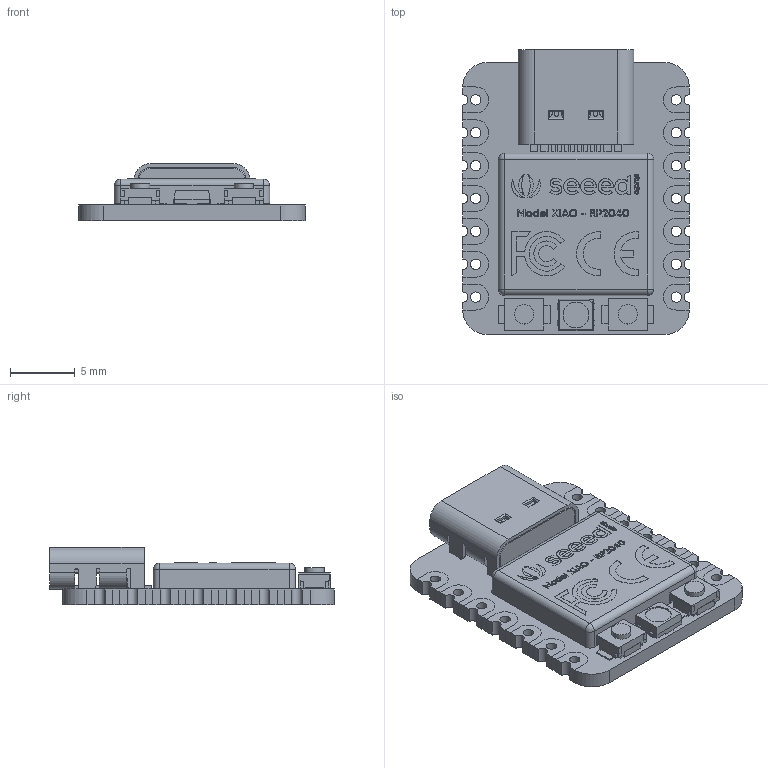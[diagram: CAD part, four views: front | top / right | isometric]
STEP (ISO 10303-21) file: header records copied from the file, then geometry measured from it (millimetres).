
FILE_DESCRIPTION(/* description */ ('STEP AP242','CAx-IF Rec.Pracs.---Representation and Presentation of Product Manufacturing Information (PMI)---4.0---2014-10-13','CAx-IF Rec.Pracs.---3D Tessellated Geometry---0.4---2014-09-14','2;1'),/* implementation_level */ '2;1');
FILE_NAME(/* name */ '6713e999b1488705b40c3aa9',/* time_stamp */ '2024-10-19T17:17:15Z',/* author */ (''),/* organization */ (''),/* preprocessor_version */ 'ST-DEVELOPER v20',/* originating_system */ ' ',/* authorisation */ ' ');
FILE_SCHEMA (('AP242_MANAGED_MODEL_BASED_3D_ENGINEERING_MIM_LF { 1 0 10303 442 1 1 4 }'));
Length unit declared in the file: metre
Products named in the file (86): Seeed Studio XIAO RP2040 v1; main <1>; main; type-c v2; smd_button v3(Mirror); smd_button v3; SK6805-2.4x2.7 v1 <1>; DIN; VDD; Shell; DOUT; VSS
Assembly tree (85 placements, depth 4):
  Seeed Studio XIAO RP2040 v1
    Seeed Studio XIAO RP2040 v1
    Seeed Studio XIAO RP2040 v1
    Seeed Studio XIAO RP2040 v1
    Seeed Studio XIAO RP2040 v1
    Seeed Studio XIAO RP2040 v1
    Seeed Studio XIAO RP2040 v1
    Seeed Studio XIAO RP2040 v1
    Seeed Studio XIAO RP2040 v1
    Seeed Studio XIAO RP2040 v1
    Seeed Studio XIAO RP2040 v1
    Seeed Studio XIAO RP2040 v1
    Seeed Studio XIAO RP2040 v1
    Seeed Studio XIAO RP2040 v1
    Seeed Studio XIAO RP2040 v1
    Seeed Studio XIAO RP2040 v1
    Seeed Studio XIAO RP2040 v1
    Seeed Studio XIAO RP2040 v1
    Seeed Studio XIAO RP2040 v1
    Seeed Studio XIAO RP2040 v1
    Seeed Studio XIAO RP2040 v1
    Seeed Studio XIAO RP2040 v1
    Seeed Studio XIAO RP2040 v1
    Seeed Studio XIAO RP2040 v1
    Seeed Studio XIAO RP2040 v1
    Seeed Studio XIAO RP2040 v1
    Seeed Studio XIAO RP2040 v1
    Seeed Studio XIAO RP2040 v1
    Seeed Studio XIAO RP2040 v1
    Seeed Studio XIAO RP2040 v1
    Seeed Studio XIAO RP2040 v1
    Seeed Studio XIAO RP2040 v1
    Seeed Studio XIAO RP2040 v1
    Seeed Studio XIAO RP2040 v1
    Seeed Studio XIAO RP2040 v1
    Seeed Studio XIAO RP2040 v1
    Seeed Studio XIAO RP2040 v1
    main <1>
      main
      type-c v2
      type-c v2
      smd_button v3(Mirror)
      main
      main
      type-c v2
      type-c v2
      type-c v2
      main
      type-c v2
      smd_button v3
      type-c v2
      type-c v2
      main
      main
      main
      type-c v2
      main
      type-c v2
      type-c v2
      type-c v2
Bounding box: 17.5 x 22 x 4.41 mm (x, y, z)
Volume: 826.4 mm3; surface area: 2064.3 mm2
Topology: 83 solids, 83 shells, 1237 faces, 3126 edges, 2046 vertices
Faces by surface type: plane 842, cylinder 249, bspline 117, torus 12, sphere 11, cone 6
Full cylindrical faces by diameter (mm): 0.4 x1, 0.5 x2, 0.8 x14, 1.5 x2, 2 x1
Entity records: 39957 total; most frequent: CARTESIAN_POINT 8240, ORIENTED_EDGE 6184, DIRECTION 5714, EDGE_CURVE 3092, LINE 2268, VECTOR 2268, VERTEX_POINT 2042, AXIS2_PLACEMENT_3D 1723
